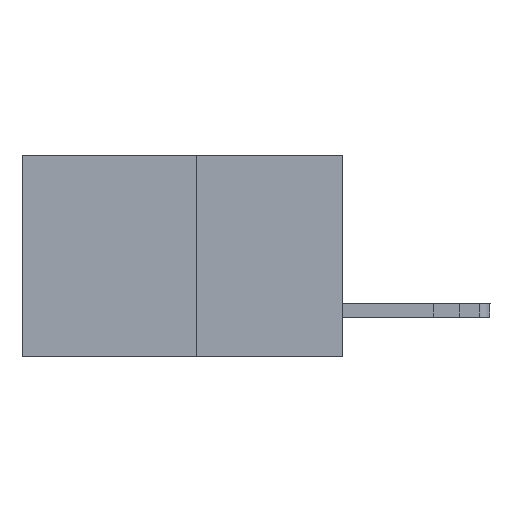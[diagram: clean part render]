
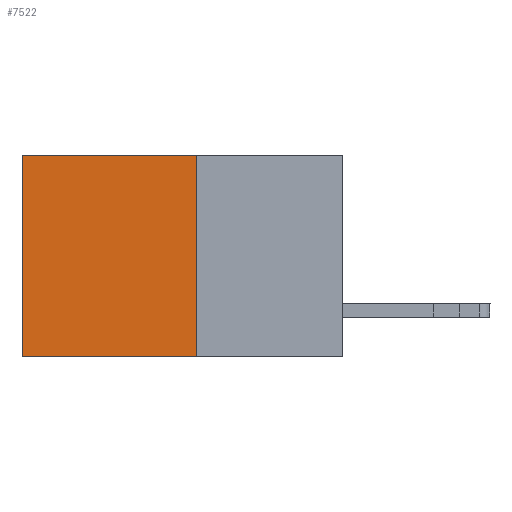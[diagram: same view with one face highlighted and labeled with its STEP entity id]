
A CAD part, left-side view. The second image highlights one B-rep face of the part: STEP entity #7522.
In plain terms, the highlighted planar face has unit normal (-1, 0, 0).
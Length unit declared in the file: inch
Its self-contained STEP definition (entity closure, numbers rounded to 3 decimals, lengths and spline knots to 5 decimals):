
#283 = EDGE_CURVE ( 'NONE', #6903, #5533, #17893, .T. ) ;
#1583 = CARTESIAN_POINT ( 'NONE',  ( 0.277, 0.27, 0. ) ) ;
#2192 = VERTEX_POINT ( 'NONE', #2433 ) ;
#2433 = CARTESIAN_POINT ( 'NONE',  ( 0.277, 0.27, -0.37 ) ) ;
#2757 = VECTOR ( 'NONE', #15271, 39.37008 ) ;
#3554 = DIRECTION ( 'NONE',  ( 1., 0., 0. ) ) ;
#4089 = LINE ( 'NONE', #9405, #20666 ) ;
#4748 = EDGE_CURVE ( 'NONE', #6903, #2192, #8301, .T. ) ;
#4810 = VECTOR ( 'NONE', #6917, 39.37008 ) ;
#4821 = CARTESIAN_POINT ( 'NONE',  ( 0.277, 0.59, -0.37 ) ) ;
#5480 = LINE ( 'NONE', #4821, #4810 ) ;
#5533 = VERTEX_POINT ( 'NONE', #18117 ) ;
#5547 = VECTOR ( 'NONE', #18931, 39.37008 ) ;
#5677 = VERTEX_POINT ( 'NONE', #6097 ) ;
#6097 = CARTESIAN_POINT ( 'NONE',  ( 0.277, 0.59, -0.37 ) ) ;
#6903 = VERTEX_POINT ( 'NONE', #1583 ) ;
#6917 = DIRECTION ( 'NONE',  ( 0., 0., -1. ) ) ;
#7522 = ADVANCED_FACE ( 'NONE', ( #24747 ), #16046, .F. ) ;
#8258 = ORIENTED_EDGE ( 'NONE', *, *, #4748, .F. ) ;
#8301 = LINE ( 'NONE', #11065, #2757 ) ;
#9405 = CARTESIAN_POINT ( 'NONE',  ( 0.277, 0.27, -0.37 ) ) ;
#11065 = CARTESIAN_POINT ( 'NONE',  ( 0.277, 0.27, -0.37 ) ) ;
#14348 = ORIENTED_EDGE ( 'NONE', *, *, #14690, .F. ) ;
#14690 = EDGE_CURVE ( 'NONE', #2192, #5677, #4089, .T. ) ;
#14876 = CARTESIAN_POINT ( 'NONE',  ( 0.277, 0.27, 0. ) ) ;
#15271 = DIRECTION ( 'NONE',  ( 0., 0., -1. ) ) ;
#16046 = PLANE ( 'NONE',  #24602 ) ;
#16927 = ORIENTED_EDGE ( 'NONE', *, *, #283, .T. ) ;
#17893 = LINE ( 'NONE', #14876, #5547 ) ;
#18110 = DIRECTION ( 'NONE',  ( 0., 0., -1. ) ) ;
#18117 = CARTESIAN_POINT ( 'NONE',  ( 0.277, 0.59, 0. ) ) ;
#18125 = ORIENTED_EDGE ( 'NONE', *, *, #19729, .T. ) ;
#18931 = DIRECTION ( 'NONE',  ( 0., 1., 0. ) ) ;
#19729 = EDGE_CURVE ( 'NONE', #5533, #5677, #5480, .T. ) ;
#20352 = EDGE_LOOP ( 'NONE', ( #18125, #14348, #8258, #16927 ) ) ;
#20666 = VECTOR ( 'NONE', #23943, 39.37008 ) ;
#23943 = DIRECTION ( 'NONE',  ( 0., 1., 0. ) ) ;
#24602 = AXIS2_PLACEMENT_3D ( 'NONE', #26359, #3554, #18110 ) ;
#24747 = FACE_OUTER_BOUND ( 'NONE', #20352, .T. ) ;
#26359 = CARTESIAN_POINT ( 'NONE',  ( 0.277, 0.27, -0.37 ) ) ;
